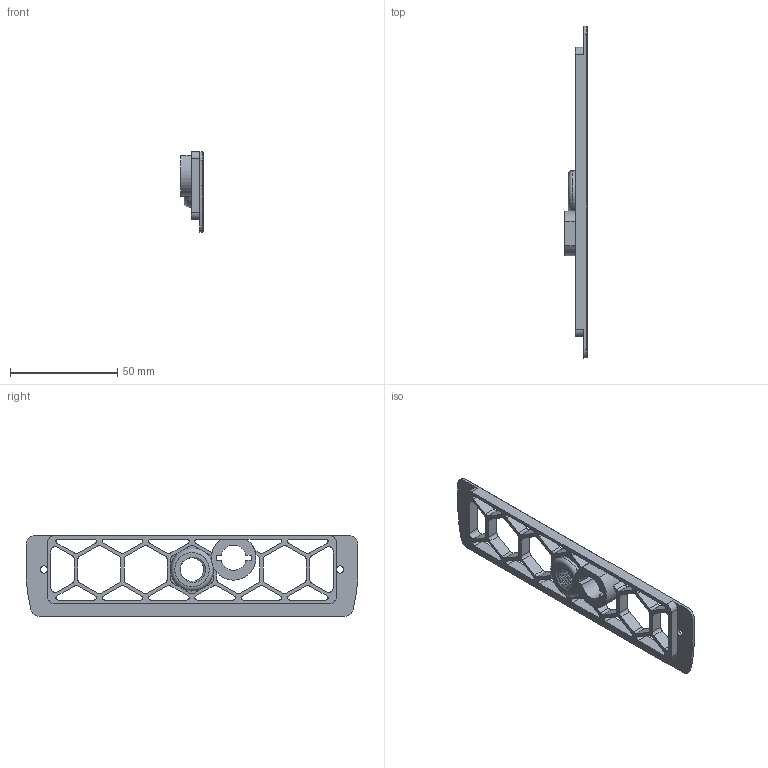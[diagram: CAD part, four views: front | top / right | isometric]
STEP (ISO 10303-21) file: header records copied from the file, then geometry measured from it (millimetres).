
FILE_DESCRIPTION(/* description */ (''),/* implementation_level */ '2;1');
FILE_NAME(/* name */ '',/* time_stamp */ '2025-07-28T17:36:51+03:00',/* author */ (''),/* organization */ (''),/* preprocessor_version */ 'ST-DEVELOPER v20.1',/* originating_system */ 'Autodesk Translation Framework v14.10.0.0',/* authorisation */ '');
FILE_SCHEMA (('AUTOMOTIVE_DESIGN { 1 0 10303 214 3 1 1 }'));
Length unit declared in the file: millimetre
Products named in the file (1): 网板^Copy of 2.4小书包_voron 小书包 
 sfs  带fan 低成本涡轮套件_默认.
STEP_默认
Bounding box: 10.6 x 154.8 x 37.6 mm (x, y, z)
Volume: 12817.2 mm3; surface area: 14382.9 mm2
Topology: 1 solids, 1 shells, 205 faces, 619 edges, 412 vertices
Faces by surface type: plane 107, cylinder 86, cone 8, bspline 3, torus 1
Full cylindrical faces by diameter (mm): 3.4 x2, 11 x5
Entity records: 8335 total; most frequent: CARTESIAN_POINT 2518, ORIENTED_EDGE 1238, DIRECTION 1209, EDGE_CURVE 619, AXIS2_PLACEMENT_3D 414, VERTEX_POINT 412, LINE 381, VECTOR 381
